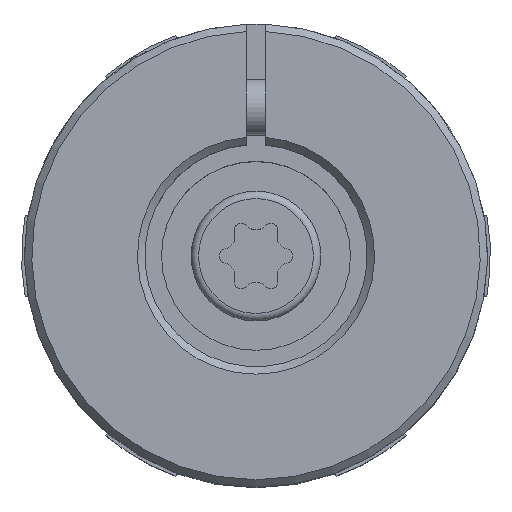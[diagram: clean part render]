
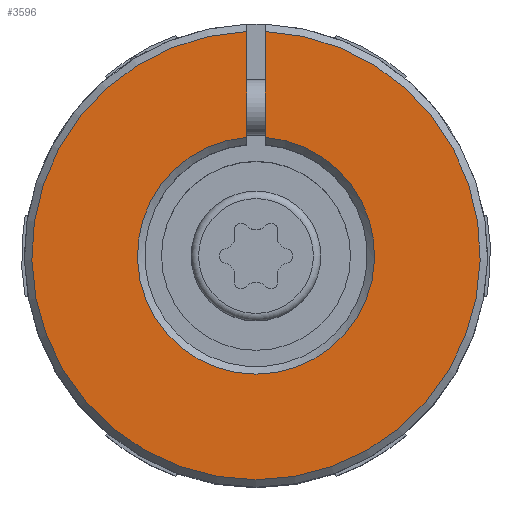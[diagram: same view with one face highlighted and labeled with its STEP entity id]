
A CAD part, top view. The second image highlights one B-rep face of the part: STEP entity #3596.
In plain terms, the highlighted planar face has unit normal (0, 0, 1).
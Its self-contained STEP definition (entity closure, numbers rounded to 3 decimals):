
#68=PLANE('',#3809);
#197=LINE('',#5299,#390);
#198=LINE('',#5303,#391);
#390=VECTOR('',#4329,1000.);
#391=VECTOR('',#4332,1000.);
#555=CIRCLE('',#3810,6.4);
#556=CIRCLE('',#3811,12.1);
#934=ORIENTED_EDGE('',*,*,#1619,.T.);
#935=ORIENTED_EDGE('',*,*,#1620,.F.);
#936=ORIENTED_EDGE('',*,*,#1621,.F.);
#937=ORIENTED_EDGE('',*,*,#1622,.F.);
#1619=EDGE_CURVE('',#1961,#1962,#555,.T.);
#1620=EDGE_CURVE('',#1963,#1962,#197,.T.);
#1621=EDGE_CURVE('',#1964,#1963,#556,.T.);
#1622=EDGE_CURVE('',#1961,#1964,#198,.T.);
#1961=VERTEX_POINT('',#5297);
#1962=VERTEX_POINT('',#5298);
#1963=VERTEX_POINT('',#5300);
#1964=VERTEX_POINT('',#5302);
#2175=EDGE_LOOP('',(#934,#935,#936,#937));
#2352=FACE_BOUND('',#2175,.T.);
#3596=ADVANCED_FACE('',(#2352),#68,.F.);
#3809=AXIS2_PLACEMENT_3D('',#5295,#4325,#4326);
#3810=AXIS2_PLACEMENT_3D('',#5296,#4327,#4328);
#3811=AXIS2_PLACEMENT_3D('',#5301,#4330,#4331);
#4325=DIRECTION('',(0.,0.,-1.));
#4326=DIRECTION('',(-1.,0.,0.));
#4327=DIRECTION('',(0.,0.,-1.));
#4328=DIRECTION('',(-1.,0.,0.));
#4329=DIRECTION('',(0.,-1.,0.));
#4330=DIRECTION('',(0.,0.,-1.));
#4331=DIRECTION('',(-1.,0.,0.));
#4332=DIRECTION('',(0.,1.,0.));
#5295=CARTESIAN_POINT('',(0.,0.,0.));
#5296=CARTESIAN_POINT('',(0.,0.,0.));
#5297=CARTESIAN_POINT('',(0.5,6.38,0.));
#5298=CARTESIAN_POINT('',(-0.5,6.38,0.));
#5299=CARTESIAN_POINT('',(-0.5,20.,0.));
#5300=CARTESIAN_POINT('',(-0.5,12.09,0.));
#5301=CARTESIAN_POINT('',(0.,0.,0.));
#5302=CARTESIAN_POINT('',(0.5,12.09,0.));
#5303=CARTESIAN_POINT('',(0.5,0.,0.));
